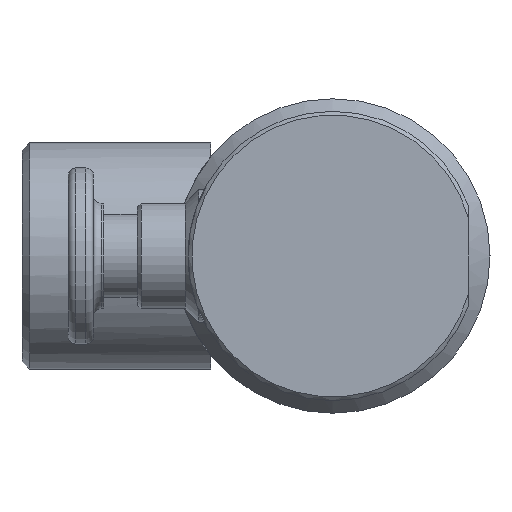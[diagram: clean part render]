
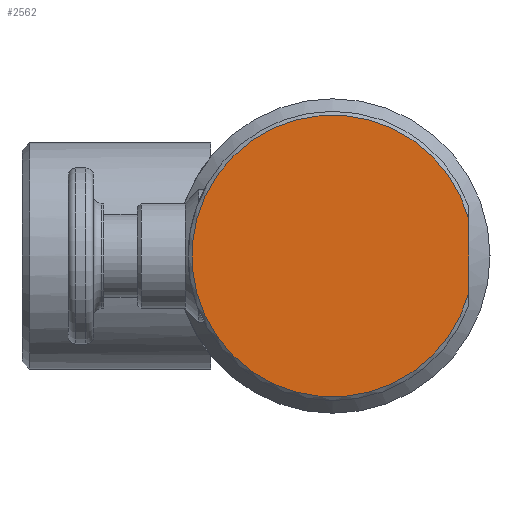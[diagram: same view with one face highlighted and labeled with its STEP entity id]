
A CAD part, left-side view. The second image highlights one B-rep face of the part: STEP entity #2562.
In plain terms, the highlighted planar face has unit normal (-1, 0, 0).
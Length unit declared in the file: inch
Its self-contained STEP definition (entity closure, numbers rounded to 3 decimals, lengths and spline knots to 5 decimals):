
#46=LINE('',#3739,#215);
#215=VECTOR('',#2943,0.29665);
#681=FACE_OUTER_BOUND('',#861,.T.);
#861=EDGE_LOOP('',(#2314,#2315));
#1003=CIRCLE('',#2823,0.56);
#1042=VERTEX_POINT('',#3737);
#1043=VERTEX_POINT('',#3738);
#1302=EDGE_CURVE('',#1042,#1043,#46,.T.);
#1624=EDGE_CURVE('',#1042,#1043,#1003,.T.);
#2314=ORIENTED_EDGE('',*,*,#1302,.T.);
#2315=ORIENTED_EDGE('',*,*,#1624,.F.);
#2426=PLANE('',#2822);
#2562=ADVANCED_FACE('',(#681),#2426,.T.);
#2822=AXIS2_PLACEMENT_3D('',#4728,#3504,#3505);
#2823=AXIS2_PLACEMENT_3D('',#4729,#3506,#3507);
#2943=DIRECTION('',(0.,0.,1.));
#3504=DIRECTION('center_axis',(-1.,0.,0.));
#3505=DIRECTION('ref_axis',(0.,0.,1.));
#3506=DIRECTION('center_axis',(1.,0.,0.));
#3507=DIRECTION('ref_axis',(0.,1.,0.));
#3737=CARTESIAN_POINT('',(0.,-0.54,-0.14832));
#3738=CARTESIAN_POINT('',(0.,-0.54,0.14832));
#3739=CARTESIAN_POINT('',(0.,-0.54,0.));
#4728=CARTESIAN_POINT('Origin',(0.,0.28,0.));
#4729=CARTESIAN_POINT('Origin',(0.,0.,0.));
